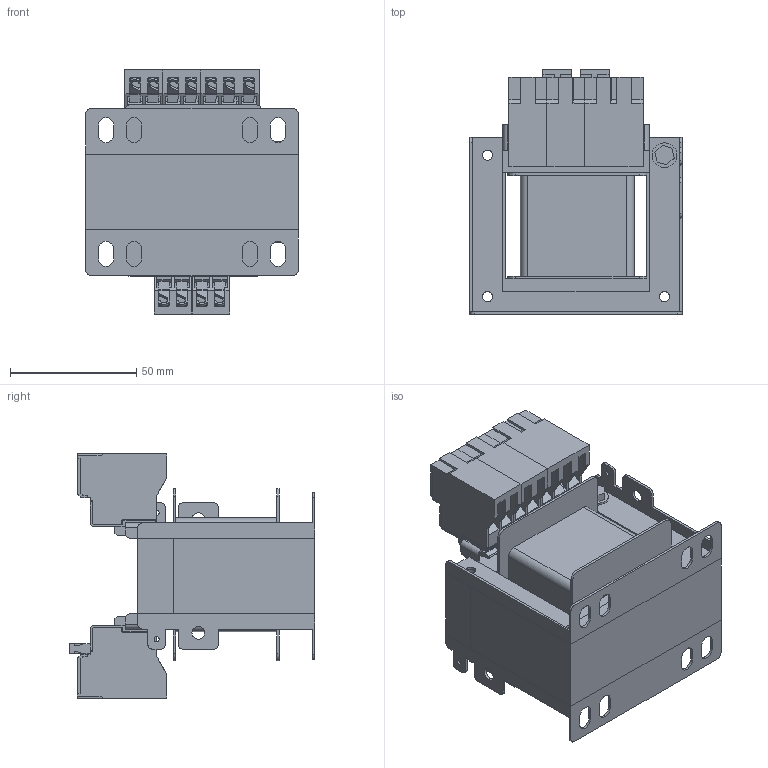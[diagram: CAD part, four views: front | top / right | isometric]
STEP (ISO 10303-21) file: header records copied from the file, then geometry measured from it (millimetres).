
FILE_DESCRIPTION (( 'STEP AP203' ), '1' );
FILE_NAME ('EURM0061.STEP', '2024-07-16T11:01:45', ( 'Utilisateur Windows' ), ( '' ), 'SwSTEP 2.0', 'SolidWorks 2023', '' );
FILE_SCHEMA (( 'CONFIG_CONTROL_DESIGN' ));
Length unit declared in the file: millimetre
Products named in the file (12): Conta clip PTKS Cavalier; EURM0061; Carcasse mono Ref 151; Cadre pour borne wago 70x84; Conta clip PTKS 4-3 Couvercle; Conta clip PTKS 4-2; Tôle monophase EI 70x84 1W7 - I - 30; Conta clip PTKS 4-1; Tôle monophase EI 70x84 1W7 - E - 30; Conta clip PTKS 4-2 Couvercle; Rondelle M4; Vis tete hexa M4
Assembly tree (22 placements, depth 2):
  EURM0061
    Vis tete hexa M4  x2
    Rondelle M4  x2
    Cadre pour borne wago 70x84  x2
    Carcasse mono Ref 151
    Tôle monophase EI 70x84 1W7 - E - 30
    Tôle monophase EI 70x84 1W7 - I - 30
    Conta clip PTKS 4-2 Couvercle  x4
    Conta clip PTKS Cavalier  x2
    Conta clip PTKS 4-2  x5
    Conta clip PTKS 4-3 Couvercle
    Conta clip PTKS 4-1
Bounding box: 84 x 97 x 96.6 mm (x, y, z)
Volume: 264953.5 mm3; surface area: 128032.2 mm2
Topology: 22 solids, 22 shells, 2938 faces, 8248 edges, 5451 vertices
Faces by surface type: plane 2120, cylinder 700, bspline 62, cone 44, torus 12
Entity records: 39608 total; most frequent: CARTESIAN_POINT 9657, ORIENTED_EDGE 6156, DIRECTION 5523, EDGE_CURVE 3078, LINE 2431, VECTOR 2431, VERTEX_POINT 2035, AXIS2_PLACEMENT_3D 1546
